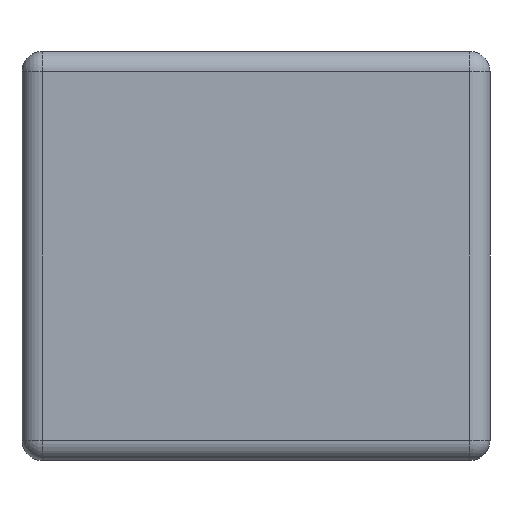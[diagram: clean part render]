
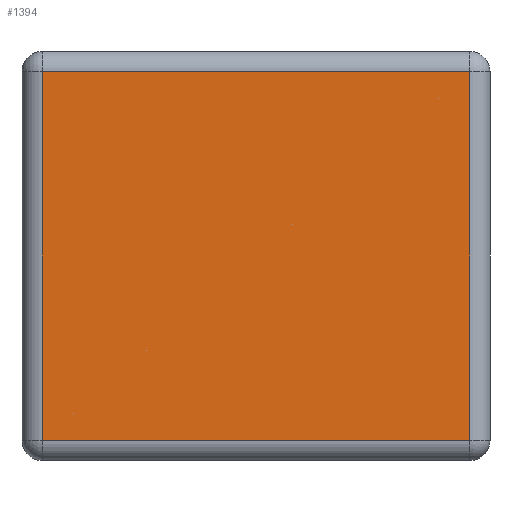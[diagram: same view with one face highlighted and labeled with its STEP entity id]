
A CAD part, left-side view. The second image highlights one B-rep face of the part: STEP entity #1394.
In plain terms, the highlighted planar face has unit normal (-1, 0, 0).
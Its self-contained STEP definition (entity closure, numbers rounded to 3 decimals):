
#15 = EDGE_LOOP ( 'NONE', ( #636, #1633, #1360, #18 ) ) ;
#18 = ORIENTED_EDGE ( 'NONE', *, *, #1579, .T. ) ;
#168 = CARTESIAN_POINT ( 'NONE',  ( -0.8, 0.4, -0.7 ) ) ;
#176 = DIRECTION ( 'NONE',  ( 0., 0., -1. ) ) ;
#275 = VECTOR ( 'NONE', #1150, 1000. ) ;
#341 = CARTESIAN_POINT ( 'NONE',  ( -0.8, 0.4, -0.665 ) ) ;
#415 = EDGE_CURVE ( 'NONE', #905, #923, #776, .T. ) ;
#418 = PLANE ( 'NONE',  #1409 ) ;
#521 = VECTOR ( 'NONE', #1599, 1000. ) ;
#636 = ORIENTED_EDGE ( 'NONE', *, *, #415, .T. ) ;
#649 = LINE ( 'NONE', #1156, #275 ) ;
#654 = DIRECTION ( 'NONE',  ( 0., 1., 0. ) ) ;
#760 = DIRECTION ( 'NONE',  ( 0., 0., -1. ) ) ;
#776 = LINE ( 'NONE', #1280, #822 ) ;
#822 = VECTOR ( 'NONE', #760, 1000. ) ;
#850 = LINE ( 'NONE', #341, #521 ) ;
#875 = VERTEX_POINT ( 'NONE', #1094 ) ;
#883 = EDGE_CURVE ( 'NONE', #923, #875, #850, .T. ) ;
#905 = VERTEX_POINT ( 'NONE', #999 ) ;
#923 = VERTEX_POINT ( 'NONE', #1135 ) ;
#928 = DIRECTION ( 'NONE',  ( 1., 0., 0. ) ) ;
#999 = CARTESIAN_POINT ( 'NONE',  ( -0.8, 0.365, -0.035 ) ) ;
#1024 = CARTESIAN_POINT ( 'NONE',  ( -0.8, 0.4, -0.035 ) ) ;
#1034 = LINE ( 'NONE', #1024, #1118 ) ;
#1094 = CARTESIAN_POINT ( 'NONE',  ( -0.8, -0.365, -0.665 ) ) ;
#1118 = VECTOR ( 'NONE', #654, 1000. ) ;
#1135 = CARTESIAN_POINT ( 'NONE',  ( -0.8, 0.365, -0.665 ) ) ;
#1150 = DIRECTION ( 'NONE',  ( 0., 0., 1. ) ) ;
#1156 = CARTESIAN_POINT ( 'NONE',  ( -0.8, -0.365, -0.7 ) ) ;
#1220 = VERTEX_POINT ( 'NONE', #1363 ) ;
#1280 = CARTESIAN_POINT ( 'NONE',  ( -0.8, 0.365, -0.7 ) ) ;
#1305 = EDGE_CURVE ( 'NONE', #875, #1220, #649, .T. ) ;
#1360 = ORIENTED_EDGE ( 'NONE', *, *, #1305, .T. ) ;
#1363 = CARTESIAN_POINT ( 'NONE',  ( -0.8, -0.365, -0.035 ) ) ;
#1394 = ADVANCED_FACE ( 'NONE', ( #1450 ), #418, .F. ) ;
#1409 = AXIS2_PLACEMENT_3D ( 'NONE', #168, #928, #176 ) ;
#1450 = FACE_OUTER_BOUND ( 'NONE', #15, .T. ) ;
#1579 = EDGE_CURVE ( 'NONE', #1220, #905, #1034, .T. ) ;
#1599 = DIRECTION ( 'NONE',  ( 0., -1., 0. ) ) ;
#1633 = ORIENTED_EDGE ( 'NONE', *, *, #883, .T. ) ;
